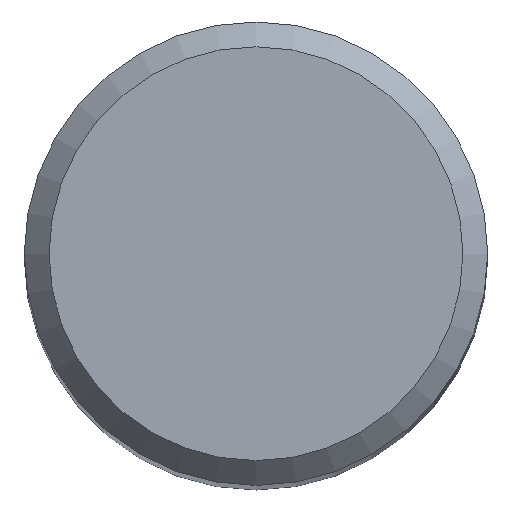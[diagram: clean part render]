
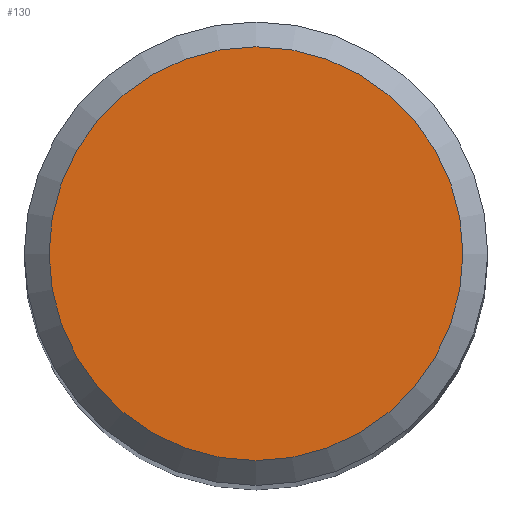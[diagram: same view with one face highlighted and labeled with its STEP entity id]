
A CAD part, top view. The second image highlights one B-rep face of the part: STEP entity #130.
In plain terms, the highlighted planar face has unit normal (0, 0, 1).
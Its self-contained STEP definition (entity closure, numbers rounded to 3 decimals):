
#105=FACE_OUTER_BOUND('',#204,.T.);
#107=PLANE('',#355);
#130=ADVANCED_FACE('',(#105),#107,.F.);
#204=EDGE_LOOP('',(#246));
#246=ORIENTED_EDGE('',*,*,#305,.F.);
#283=VERTEX_POINT('',#494);
#305=EDGE_CURVE('',#283,#283,#326,.T.);
#326=CIRCLE('',#354,8.347);
#354=AXIS2_PLACEMENT_3D('',#493,#412,#413);
#355=AXIS2_PLACEMENT_3D('',#495,#414,#415);
#412=DIRECTION('',(0.0,0.0,-1.0));
#413=DIRECTION('',(1.0,0.0,0.0));
#414=DIRECTION('',(0.0,0.0,-1.0));
#415=DIRECTION('',(-1.0,0.0,0.0));
#493=CARTESIAN_POINT('',(0.0,0.0,0.0));
#494=CARTESIAN_POINT('',(8.347,0.0,0.0));
#495=CARTESIAN_POINT('',(0.0,0.0,0.0));
